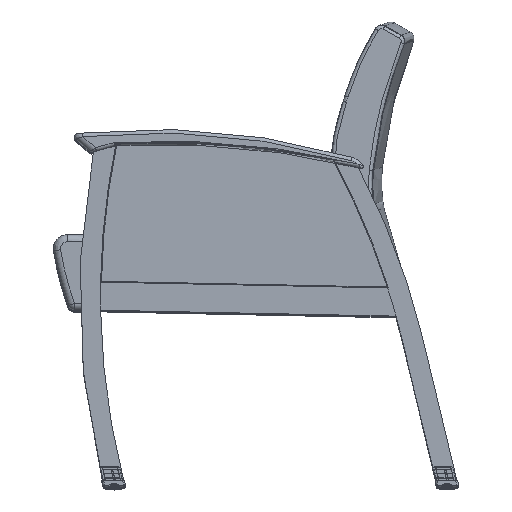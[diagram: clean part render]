
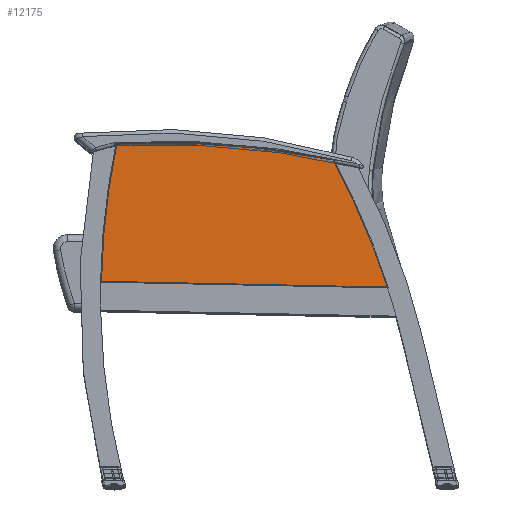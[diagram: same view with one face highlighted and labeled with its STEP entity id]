
A CAD part, top view. The second image highlights one B-rep face of the part: STEP entity #12175.
In plain terms, the highlighted planar face has unit normal (0, 0, 1).
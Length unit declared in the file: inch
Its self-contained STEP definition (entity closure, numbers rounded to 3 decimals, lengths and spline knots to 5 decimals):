
#1685=FACE_OUTER_BOUND('',#2541,.T.);
#2541=EDGE_LOOP('',(#8967,#8968,#8969,#8970));
#3421=CIRCLE('',#13283,53.10675);
#3423=CIRCLE('',#13287,53.10675);
#3424=CIRCLE('',#13288,59.77087);
#3985=LINE('',#23264,#4605);
#4605=VECTOR('',#15173,0.3937);
#5383=VERTEX_POINT('',#23229);
#5386=VERTEX_POINT('',#23249);
#5387=VERTEX_POINT('',#23266);
#5389=VERTEX_POINT('',#23272);
#6613=EDGE_CURVE('',#5386,#5383,#3985,.T.);
#6614=EDGE_CURVE('',#5383,#5387,#3421,.T.);
#6617=EDGE_CURVE('',#5389,#5386,#3423,.T.);
#6618=EDGE_CURVE('',#5387,#5389,#3424,.T.);
#8967=ORIENTED_EDGE('',*,*,#6613,.F.);
#8968=ORIENTED_EDGE('',*,*,#6617,.F.);
#8969=ORIENTED_EDGE('',*,*,#6618,.F.);
#8970=ORIENTED_EDGE('',*,*,#6614,.F.);
#11690=PLANE('',#13286);
#12175=ADVANCED_FACE('',(#1685),#11690,.T.);
#13283=AXIS2_PLACEMENT_3D('',#23267,#15176,#15177);
#13286=AXIS2_PLACEMENT_3D('',#23271,#15182,#15183);
#13287=AXIS2_PLACEMENT_3D('',#23273,#15184,#15185);
#13288=AXIS2_PLACEMENT_3D('',#23274,#15186,#15187);
#15173=DIRECTION('',(-1.,0.02,0.));
#15176=DIRECTION('center_axis',(0.,0.,-1.));
#15177=DIRECTION('ref_axis',(-0.994,0.11,0.));
#15182=DIRECTION('center_axis',(0.,0.,1.));
#15183=DIRECTION('ref_axis',(1.,0.,0.));
#15184=DIRECTION('center_axis',(0.,0.,-1.));
#15185=DIRECTION('ref_axis',(0.921,0.39,0.));
#15186=DIRECTION('center_axis',(0.,0.,-1.));
#15187=DIRECTION('ref_axis',(0.068,0.998,0.));
#23229=CARTESIAN_POINT('',(-10.29404,-4.61382,0.8125));
#23249=CARTESIAN_POINT('',(10.06298,-5.02381,0.8125));
#23264=CARTESIAN_POINT('',(4.98992,-4.92164,0.8125));
#23266=CARTESIAN_POINT('',(-9.20141,5.16609,0.8125));
#23267=CARTESIAN_POINT('Origin',(42.80365,-5.595,0.8125));
#23271=CARTESIAN_POINT('Origin',(0.,0.,0.8125));
#23272=CARTESIAN_POINT('',(6.21072,4.02333,0.8125));
#23273=CARTESIAN_POINT('Origin',(-40.51504,-21.21612,0.8125));
#23274=CARTESIAN_POINT('Origin',(-5.87795,-54.51231,0.8125));
